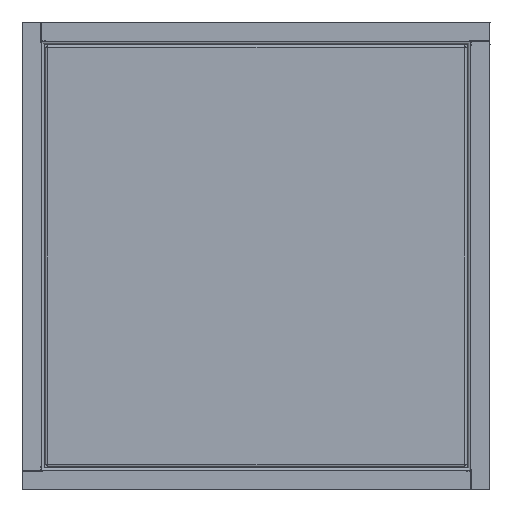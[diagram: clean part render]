
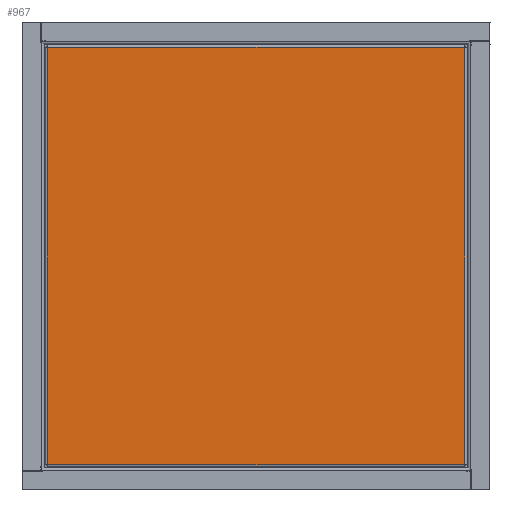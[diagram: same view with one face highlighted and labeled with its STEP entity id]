
A CAD part, front view. The second image highlights one B-rep face of the part: STEP entity #967.
In plain terms, the highlighted face is planar.
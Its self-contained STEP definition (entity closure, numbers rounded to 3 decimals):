
#13 = VERTEX_POINT ( 'NONE', #849 ) ;
#15 = VERTEX_POINT ( 'NONE', #2130 ) ;
#24 = DIRECTION ( 'NONE',  ( 1., 0., 0. ) ) ;
#38 = CARTESIAN_POINT ( 'NONE',  ( -188.7, 189., 14. ) ) ;
#142 = CARTESIAN_POINT ( 'NONE',  ( -188.7, -188.7, 14. ) ) ;
#149 = DIRECTION ( 'NONE',  ( -1., 0., 0. ) ) ;
#230 = EDGE_LOOP ( 'NONE', ( #2533, #2520, #2509, #2504, #2481, #2477, #2469, #2436, #2418, #2404, #2397, #2383 ) ) ;
#240 = CARTESIAN_POINT ( 'NONE',  ( 189., -188.7, 14. ) ) ;
#249 = CARTESIAN_POINT ( 'NONE',  ( -189., 188.7, 14. ) ) ;
#395 = CARTESIAN_POINT ( 'NONE',  ( -191.1, 188.7, 14. ) ) ;
#494 = DIRECTION ( 'NONE',  ( -1., 0., 0. ) ) ;
#529 = VECTOR ( 'NONE', #1158, 1000. ) ;
#530 = EDGE_CURVE ( 'NONE', #1314, #1106, #624, .T. ) ;
#531 = CARTESIAN_POINT ( 'NONE',  ( 189., 188.7, 14. ) ) ;
#546 = CARTESIAN_POINT ( 'NONE',  ( -191.1, -188.7, 14. ) ) ;
#547 = EDGE_CURVE ( 'NONE', #1305, #1832, #633, .T. ) ;
#624 = LINE ( 'NONE', #729, #635 ) ;
#633 = LINE ( 'NONE', #934, #654 ) ;
#635 = VECTOR ( 'NONE', #956, 1000. ) ;
#637 = EDGE_CURVE ( 'NONE', #2498, #1305, #803, .T. ) ;
#652 = VERTEX_POINT ( 'NONE', #2467 ) ;
#654 = VECTOR ( 'NONE', #1030, 1000. ) ;
#659 = EDGE_CURVE ( 'NONE', #13, #2323, #841, .T. ) ;
#729 = CARTESIAN_POINT ( 'NONE',  ( -191.1, 188.7, 14. ) ) ;
#775 = VECTOR ( 'NONE', #494, 1000. ) ;
#803 = LINE ( 'NONE', #546, #775 ) ;
#807 = VECTOR ( 'NONE', #2543, 1000. ) ;
#822 = CARTESIAN_POINT ( 'NONE',  ( -188.7, 189., 14. ) ) ;
#826 = DIRECTION ( 'NONE',  ( 1., 0., 0. ) ) ;
#834 = LINE ( 'NONE', #1214, #2371 ) ;
#841 = LINE ( 'NONE', #2518, #807 ) ;
#849 = CARTESIAN_POINT ( 'NONE',  ( -188.7, 188.7, 14. ) ) ;
#901 = EDGE_CURVE ( 'NONE', #1106, #1991, #1111, .T. ) ;
#934 = CARTESIAN_POINT ( 'NONE',  ( -189., -188.7, 14. ) ) ;
#944 = DIRECTION ( 'NONE',  ( 0., -1., 0. ) ) ;
#949 = CARTESIAN_POINT ( 'NONE',  ( 188.7, 191.1, 14. ) ) ;
#956 = DIRECTION ( 'NONE',  ( 1., 0., 0. ) ) ;
#967 = ADVANCED_FACE ( 'NONE', ( #2340 ), #1122, .F. ) ;
#1005 = LINE ( 'NONE', #1694, #529 ) ;
#1025 = EDGE_CURVE ( 'NONE', #1420, #15, #1273, .T. ) ;
#1030 = DIRECTION ( 'NONE',  ( 0., 1., 0. ) ) ;
#1085 = VECTOR ( 'NONE', #1161, 1000. ) ;
#1106 = VERTEX_POINT ( 'NONE', #1342 ) ;
#1111 = LINE ( 'NONE', #531, #1085 ) ;
#1122 = PLANE ( 'NONE',  #1987 ) ;
#1136 = VECTOR ( 'NONE', #24, 1000. ) ;
#1151 = DIRECTION ( 'NONE',  ( 0., 0., -1. ) ) ;
#1153 = DIRECTION ( 'NONE',  ( -1., 0., 0. ) ) ;
#1158 = DIRECTION ( 'NONE',  ( 0., -1., 0. ) ) ;
#1160 = EDGE_CURVE ( 'NONE', #2323, #2045, #2403, .T. ) ;
#1161 = DIRECTION ( 'NONE',  ( 0., -1., 0. ) ) ;
#1176 = CARTESIAN_POINT ( 'NONE',  ( -191.1, 191.1, 14. ) ) ;
#1182 = DIRECTION ( 'NONE',  ( -1., 0., 0. ) ) ;
#1214 = CARTESIAN_POINT ( 'NONE',  ( 188.7, -189., 14. ) ) ;
#1273 = LINE ( 'NONE', #949, #1292 ) ;
#1292 = VECTOR ( 'NONE', #944, 1000. ) ;
#1305 = VERTEX_POINT ( 'NONE', #2107 ) ;
#1309 = EDGE_CURVE ( 'NONE', #1991, #1420, #2461, .T. ) ;
#1314 = VERTEX_POINT ( 'NONE', #1570 ) ;
#1320 = CARTESIAN_POINT ( 'NONE',  ( 188.7, -188.7, 14. ) ) ;
#1342 = CARTESIAN_POINT ( 'NONE',  ( 189., 188.7, 14. ) ) ;
#1420 = VERTEX_POINT ( 'NONE', #1320 ) ;
#1428 = DIRECTION ( 'NONE',  ( 0., 1., 0. ) ) ;
#1570 = CARTESIAN_POINT ( 'NONE',  ( 188.7, 188.7, 14. ) ) ;
#1589 = EDGE_CURVE ( 'NONE', #652, #2498, #1970, .T. ) ;
#1633 = CARTESIAN_POINT ( 'NONE',  ( -188.7, 191.1, 14. ) ) ;
#1694 = CARTESIAN_POINT ( 'NONE',  ( 188.7, 191.1, 14. ) ) ;
#1736 = EDGE_CURVE ( 'NONE', #2045, #1314, #1005, .T. ) ;
#1745 = EDGE_CURVE ( 'NONE', #15, #652, #834, .T. ) ;
#1832 = VERTEX_POINT ( 'NONE', #249 ) ;
#1970 = LINE ( 'NONE', #1633, #2004 ) ;
#1987 = AXIS2_PLACEMENT_3D ( 'NONE', #1176, #1151, #149 ) ;
#1991 = VERTEX_POINT ( 'NONE', #240 ) ;
#2004 = VECTOR ( 'NONE', #1428, 1000. ) ;
#2045 = VERTEX_POINT ( 'NONE', #2391 ) ;
#2101 = CARTESIAN_POINT ( 'NONE',  ( -191.1, -188.7, 14. ) ) ;
#2107 = CARTESIAN_POINT ( 'NONE',  ( -189., -188.7, 14. ) ) ;
#2130 = CARTESIAN_POINT ( 'NONE',  ( 188.7, -189., 14. ) ) ;
#2208 = VECTOR ( 'NONE', #826, 1000. ) ;
#2225 = LINE ( 'NONE', #395, #1136 ) ;
#2301 = EDGE_CURVE ( 'NONE', #1832, #13, #2225, .T. ) ;
#2323 = VERTEX_POINT ( 'NONE', #38 ) ;
#2340 = FACE_OUTER_BOUND ( 'NONE', #230, .T. ) ;
#2371 = VECTOR ( 'NONE', #1182, 1000. ) ;
#2383 = ORIENTED_EDGE ( 'NONE', *, *, #2301, .F. ) ;
#2391 = CARTESIAN_POINT ( 'NONE',  ( 188.7, 189., 14. ) ) ;
#2397 = ORIENTED_EDGE ( 'NONE', *, *, #659, .F. ) ;
#2403 = LINE ( 'NONE', #822, #2208 ) ;
#2404 = ORIENTED_EDGE ( 'NONE', *, *, #1160, .F. ) ;
#2418 = ORIENTED_EDGE ( 'NONE', *, *, #1736, .F. ) ;
#2434 = VECTOR ( 'NONE', #1153, 1000. ) ;
#2436 = ORIENTED_EDGE ( 'NONE', *, *, #530, .F. ) ;
#2461 = LINE ( 'NONE', #2101, #2434 ) ;
#2467 = CARTESIAN_POINT ( 'NONE',  ( -188.7, -189., 14. ) ) ;
#2469 = ORIENTED_EDGE ( 'NONE', *, *, #901, .F. ) ;
#2477 = ORIENTED_EDGE ( 'NONE', *, *, #1309, .F. ) ;
#2481 = ORIENTED_EDGE ( 'NONE', *, *, #1025, .F. ) ;
#2498 = VERTEX_POINT ( 'NONE', #142 ) ;
#2504 = ORIENTED_EDGE ( 'NONE', *, *, #1745, .F. ) ;
#2509 = ORIENTED_EDGE ( 'NONE', *, *, #1589, .F. ) ;
#2518 = CARTESIAN_POINT ( 'NONE',  ( -188.7, 191.1, 14. ) ) ;
#2520 = ORIENTED_EDGE ( 'NONE', *, *, #637, .F. ) ;
#2533 = ORIENTED_EDGE ( 'NONE', *, *, #547, .F. ) ;
#2543 = DIRECTION ( 'NONE',  ( 0., 1., 0. ) ) ;
